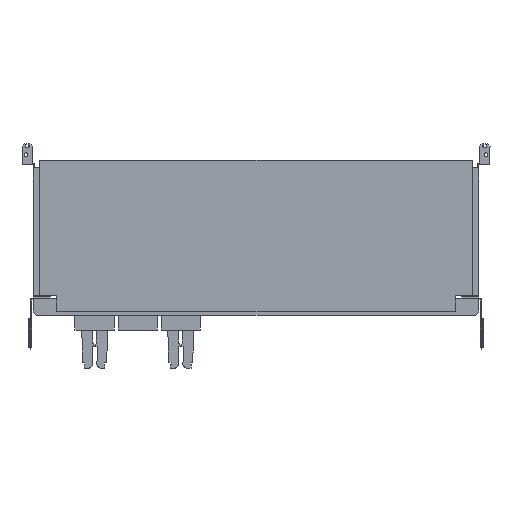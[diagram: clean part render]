
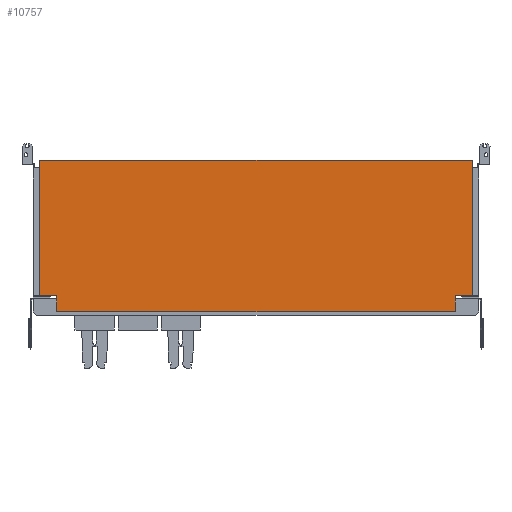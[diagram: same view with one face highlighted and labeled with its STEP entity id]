
A CAD part, front view. The second image highlights one B-rep face of the part: STEP entity #10757.
In plain terms, the highlighted planar face has unit normal (0, -1, 0).
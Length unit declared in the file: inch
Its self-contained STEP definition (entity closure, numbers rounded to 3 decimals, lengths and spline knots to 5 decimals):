
#10686=DIRECTION('',(-1.,0.,0.));
#10687=VECTOR('',#10686,0.7874);
#10688=CARTESIAN_POINT('',(40.66888,12.46163,14.74768));
#10689=LINE('',#10688,#10687);
#10690=DIRECTION('',(0.,0.,-1.));
#10691=VECTOR('',#10690,0.72835);
#10692=CARTESIAN_POINT('',(39.88148,12.46163,14.74768));
#10693=LINE('',#10692,#10691);
#10694=DIRECTION('',(-1.,0.,0.));
#10695=VECTOR('',#10694,18.22835);
#10696=CARTESIAN_POINT('',(39.88148,12.46163,14.01934));
#10697=LINE('',#10696,#10695);
#10698=DIRECTION('',(0.,0.,1.));
#10699=VECTOR('',#10698,0.72835);
#10700=CARTESIAN_POINT('',(21.65313,12.46163,14.01934));
#10701=LINE('',#10700,#10699);
#10702=DIRECTION('',(-1.,0.,0.));
#10703=VECTOR('',#10702,0.7874);
#10704=CARTESIAN_POINT('',(21.65313,12.46163,14.74769));
#10705=LINE('',#10704,#10703);
#10706=DIRECTION('',(0.,0.,1.));
#10707=VECTOR('',#10706,6.20079);
#10708=CARTESIAN_POINT('',(20.86573,12.46163,14.74769));
#10709=LINE('',#10708,#10707);
#10710=DIRECTION('',(1.,0.,0.));
#10711=VECTOR('',#10710,19.80315);
#10712=CARTESIAN_POINT('',(20.86573,12.46163,20.94847));
#10713=LINE('',#10712,#10711);
#10714=DIRECTION('',(0.,0.,-1.));
#10715=VECTOR('',#10714,6.20079);
#10716=CARTESIAN_POINT('',(40.66888,12.46163,20.94847));
#10717=LINE('',#10716,#10715);
#10718=CARTESIAN_POINT('',(40.66888,12.46163,14.74768));
#10719=CARTESIAN_POINT('',(39.88148,12.46163,14.74768));
#10720=VERTEX_POINT('',#10718);
#10721=VERTEX_POINT('',#10719);
#10722=CARTESIAN_POINT('',(39.88148,12.46163,14.01934));
#10723=VERTEX_POINT('',#10722);
#10724=CARTESIAN_POINT('',(21.65313,12.46163,14.01934));
#10725=VERTEX_POINT('',#10724);
#10726=CARTESIAN_POINT('',(21.65313,12.46163,14.74769));
#10727=VERTEX_POINT('',#10726);
#10728=CARTESIAN_POINT('',(20.86573,12.46163,14.74769));
#10729=VERTEX_POINT('',#10728);
#10730=CARTESIAN_POINT('',(20.86573,12.46163,20.94847));
#10731=VERTEX_POINT('',#10730);
#10732=CARTESIAN_POINT('',(40.66888,12.46163,20.94847));
#10733=VERTEX_POINT('',#10732);
#10734=CARTESIAN_POINT('',(20.36671,12.46163,13.84218));
#10735=DIRECTION('',(0.,-1.,0.));
#10736=DIRECTION('',(1.,0.,0.));
#10737=AXIS2_PLACEMENT_3D('',#10734,#10735,#10736);
#10738=PLANE('',#10737);
#10740=ORIENTED_EDGE('',*,*,#10739,.T.);
#10742=ORIENTED_EDGE('',*,*,#10741,.T.);
#10744=ORIENTED_EDGE('',*,*,#10743,.T.);
#10746=ORIENTED_EDGE('',*,*,#10745,.T.);
#10748=ORIENTED_EDGE('',*,*,#10747,.T.);
#10750=ORIENTED_EDGE('',*,*,#10749,.T.);
#10752=ORIENTED_EDGE('',*,*,#10751,.T.);
#10754=ORIENTED_EDGE('',*,*,#10753,.T.);
#10755=EDGE_LOOP('',(#10740,#10742,#10744,#10746,#10748,#10750,#10752,#10754));
#10756=FACE_OUTER_BOUND('',#10755,.F.);
#10739=EDGE_CURVE('',#10720,#10721,#10689,.T.);
#10741=EDGE_CURVE('',#10721,#10723,#10693,.T.);
#10743=EDGE_CURVE('',#10723,#10725,#10697,.T.);
#10745=EDGE_CURVE('',#10725,#10727,#10701,.T.);
#10747=EDGE_CURVE('',#10727,#10729,#10705,.T.);
#10749=EDGE_CURVE('',#10729,#10731,#10709,.T.);
#10751=EDGE_CURVE('',#10731,#10733,#10713,.T.);
#10753=EDGE_CURVE('',#10733,#10720,#10717,.T.);
#10757=ADVANCED_FACE('',(#10756),#10738,.T.);
